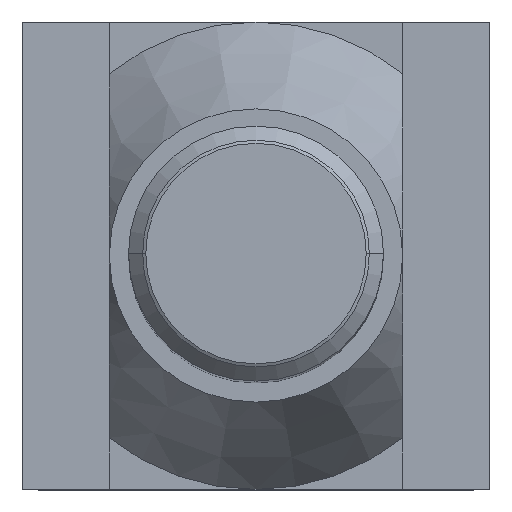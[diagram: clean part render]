
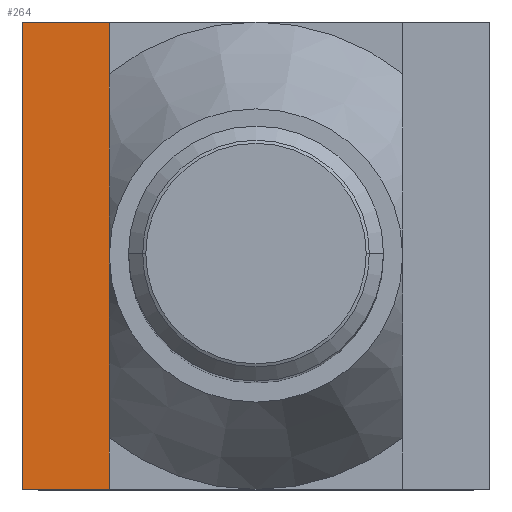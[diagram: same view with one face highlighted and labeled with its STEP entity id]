
A CAD part, top view. The second image highlights one B-rep face of the part: STEP entity #264.
In plain terms, the highlighted planar face has unit normal (0, 0, 1).
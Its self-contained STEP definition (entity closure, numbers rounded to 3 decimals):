
#210=EDGE_CURVE('',#298,#234,#473,.T.);
#224=EDGE_CURVE('',#250,#234,#488,.T.);
#234=VERTEX_POINT('',#499);
#236=EDGE_CURVE('',#308,#250,#501,.T.);
#250=VERTEX_POINT('',#516);
#264=ADVANCED_FACE('',(#533),#534,.T.);
#298=VERTEX_POINT('',#573);
#308=VERTEX_POINT('',#583);
#344=EDGE_CURVE('',#298,#308,#621,.T.);
#473=LINE('',#790,#791);
#488=LINE('',#811,#812);
#499=CARTESIAN_POINT('',(-13.8,-22.0,0.));
#501=LINE('',#829,#830);
#516=CARTESIAN_POINT('',(-22.0,-22.0,0.));
#533=FACE_OUTER_BOUND('',#877,.T.);
#534=PLANE('',#878);
#573=CARTESIAN_POINT('',(-13.8,22.0,0.));
#583=CARTESIAN_POINT('',(-22.0,22.0,0.));
#621=LINE('',#1007,#1008);
#790=CARTESIAN_POINT('',(-13.8,0.,0.));
#791=VECTOR('',#1165,1.0);
#811=CARTESIAN_POINT('',(-13.8,-22.0,0.));
#812=VECTOR('',#1179,1.0);
#829=CARTESIAN_POINT('',(-22.0,0.,0.));
#830=VECTOR('',#1192,1.0);
#877=EDGE_LOOP('',(#1235,#1236,#1237,#1238));
#878=AXIS2_PLACEMENT_3D('',#1239,#1240,#1241);
#1007=CARTESIAN_POINT('',(-13.8,22.0,0.));
#1008=VECTOR('',#1318,1.0);
#1165=DIRECTION('',(0.0,-1.0,0.));
#1179=DIRECTION('',(1.0,0.0,0.0));
#1192=DIRECTION('',(0.0,-1.0,0.));
#1235=ORIENTED_EDGE('',*,*,#224,.T.);
#1236=ORIENTED_EDGE('',*,*,#210,.F.);
#1237=ORIENTED_EDGE('',*,*,#344,.T.);
#1238=ORIENTED_EDGE('',*,*,#236,.T.);
#1239=CARTESIAN_POINT('',(-22.0,0.,0.));
#1240=DIRECTION('',(0.0,0.,1.0));
#1241=DIRECTION('',(0.0,-1.0,0.));
#1318=DIRECTION('',(-1.0,0.0,0.0));
